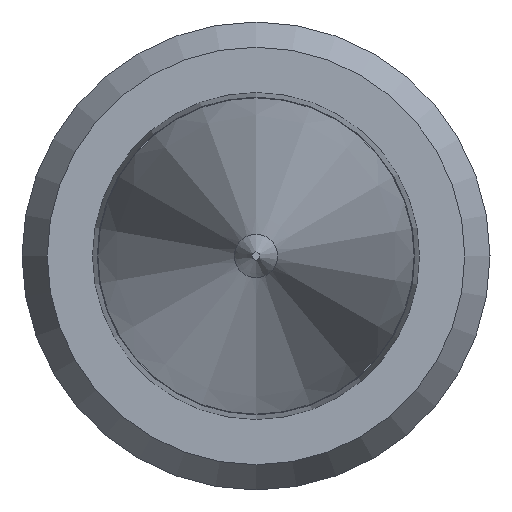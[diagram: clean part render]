
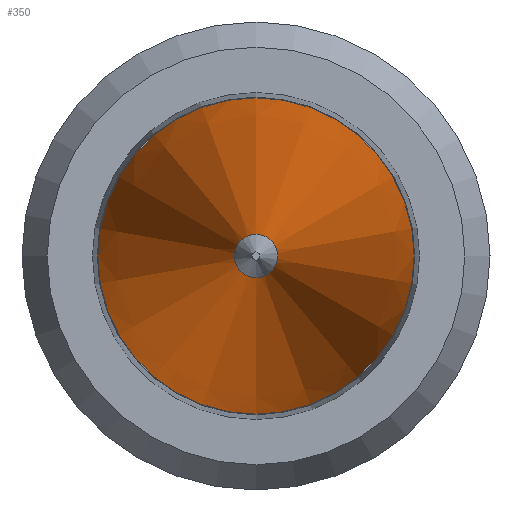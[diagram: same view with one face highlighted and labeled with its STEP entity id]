
A CAD part, left-side view. The second image highlights one B-rep face of the part: STEP entity #350.
In plain terms, the highlighted conical face has half-angle 7.753 degrees and reference radius 0.064 mm.
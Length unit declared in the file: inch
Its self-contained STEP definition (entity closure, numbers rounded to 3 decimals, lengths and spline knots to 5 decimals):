
#33 = EDGE_CURVE ( 'NONE', #434, #434, #72, .T. ) ;
#35 = ORIENTED_EDGE ( 'NONE', *, *, #33, .T. ) ;
#37 = EDGE_LOOP ( 'NONE', ( #35 ) ) ;
#40 = AXIS2_PLACEMENT_3D ( 'NONE', #102, #344, #129 ) ;
#56 = FACE_BOUND ( 'NONE', #398, .T. ) ;
#72 = CIRCLE ( 'NONE', #173, 0.01818 ) ;
#102 = CARTESIAN_POINT ( 'NONE',  ( -0.36069, 0., 0. ) ) ;
#110 = CARTESIAN_POINT ( 'NONE',  ( -0.2455, 0., 0.01818 ) ) ;
#129 = DIRECTION ( 'NONE',  ( 0., 0., -1. ) ) ;
#143 = CARTESIAN_POINT ( 'NONE',  ( -0.36069, 0., 0. ) ) ;
#155 = DIRECTION ( 'NONE',  ( 0., 0., 1. ) ) ;
#166 = VERTEX_POINT ( 'NONE', #239 ) ;
#173 = AXIS2_PLACEMENT_3D ( 'NONE', #445, #372, #155 ) ;
#201 = CIRCLE ( 'NONE', #334, 0.0025 ) ;
#206 = FACE_OUTER_BOUND ( 'NONE', #37, .T. ) ;
#211 = EDGE_CURVE ( 'NONE', #166, #166, #201, .T. ) ;
#239 = CARTESIAN_POINT ( 'NONE',  ( -0.36069, 0., 0.0025 ) ) ;
#318 = CONICAL_SURFACE ( 'NONE', #40, 0.0025, 0.135 ) ;
#334 = AXIS2_PLACEMENT_3D ( 'NONE', #143, #388, #397 ) ;
#344 = DIRECTION ( 'NONE',  ( 1., 0., 0. ) ) ;
#350 = ADVANCED_FACE ( 'NONE', ( #206, #56 ), #318, .T. ) ;
#372 = DIRECTION ( 'NONE',  ( -1., 0., 0. ) ) ;
#388 = DIRECTION ( 'NONE',  ( -1., 0., 0. ) ) ;
#397 = DIRECTION ( 'NONE',  ( 0., 0., 1. ) ) ;
#398 = EDGE_LOOP ( 'NONE', ( #443 ) ) ;
#434 = VERTEX_POINT ( 'NONE', #110 ) ;
#443 = ORIENTED_EDGE ( 'NONE', *, *, #211, .F. ) ;
#445 = CARTESIAN_POINT ( 'NONE',  ( -0.2455, 0., 0. ) ) ;
